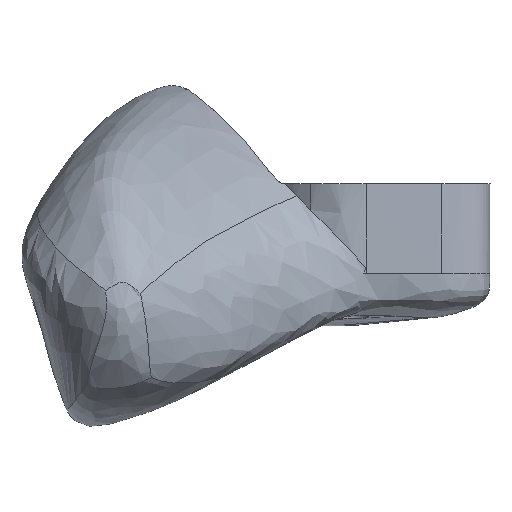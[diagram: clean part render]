
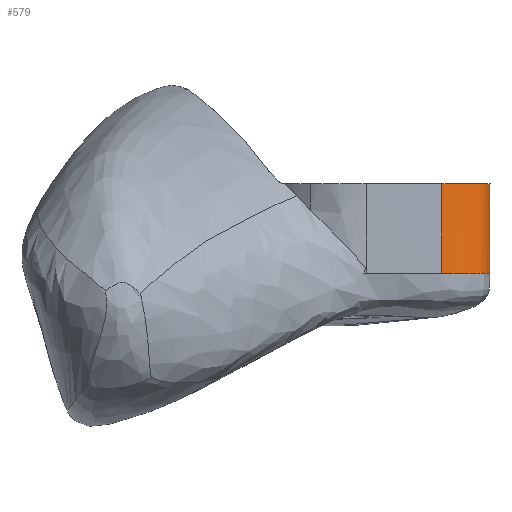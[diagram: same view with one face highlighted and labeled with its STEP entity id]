
A CAD part, top view. The second image highlights one B-rep face of the part: STEP entity #579.
In plain terms, the highlighted free-form (B-spline) face has degree [3, 1] with [16, 2] control points.
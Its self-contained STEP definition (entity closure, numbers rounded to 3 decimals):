
#23=B_SPLINE_SURFACE_WITH_KNOTS('',3,1,((#1165,#1166),(#1167,#1168),(#1169,
#1170),(#1171,#1172),(#1173,#1174),(#1175,#1176),(#1177,#1178),(#1179,#1180),
(#1181,#1182),(#1183,#1184),(#1185,#1186),(#1187,#1188),(#1189,#1190),(#1191,
#1192),(#1193,#1194),(#1195,#1196)),.UNSPECIFIED.,.F.,.F.,.F.,(4,2,2,2,
2,2,2,4),(2,2),(-2.928,-2.395,-2.184,-2.039,
-1.9,-1.732,-1.482,-1.312),
(0.,1.32),.UNSPECIFIED.);
#60=FACE_OUTER_BOUND('',#99,.T.);
#99=EDGE_LOOP('',(#427,#428,#429,#430));
#140=B_SPLINE_CURVE_WITH_KNOTS('',3,(#1199,#1200,#1201,#1202,#1203,#1204,
#1205,#1206,#1207,#1208,#1209,#1210,#1211,#1212,#1213,#1214,#1215,#1216,
#1217,#1218,#1219,#1220),.UNSPECIFIED.,.F.,.F.,(4,3,3,3,3,3,3,4),(0.,0.171,
0.421,0.59,0.729,0.875,
1.086,1.621),.UNSPECIFIED.);
#141=B_SPLINE_CURVE_WITH_KNOTS('',3,(#1224,#1225,#1226,#1227,#1228,#1229,
#1230,#1231,#1232,#1233,#1234,#1235,#1236,#1237,#1238,#1239),
 .UNSPECIFIED.,.F.,.F.,(4,2,2,2,2,2,2,4),(-2.928,-2.395,
-2.184,-2.039,-1.9,-1.732,
-1.482,-1.312),.UNSPECIFIED.);
#187=LINE('',#1222,#204);
#188=LINE('',#1240,#205);
#204=VECTOR('',#704,10.);
#205=VECTOR('',#705,10.);
#254=VERTEX_POINT('',#1197);
#255=VERTEX_POINT('',#1198);
#256=VERTEX_POINT('',#1221);
#257=VERTEX_POINT('',#1223);
#320=EDGE_CURVE('',#254,#255,#140,.T.);
#321=EDGE_CURVE('',#256,#254,#187,.T.);
#322=EDGE_CURVE('',#257,#256,#141,.T.);
#323=EDGE_CURVE('',#257,#255,#188,.T.);
#427=ORIENTED_EDGE('',*,*,#320,.F.);
#428=ORIENTED_EDGE('',*,*,#321,.F.);
#429=ORIENTED_EDGE('',*,*,#322,.F.);
#430=ORIENTED_EDGE('',*,*,#323,.T.);
#579=ADVANCED_FACE('',(#60),#23,.F.);
#704=DIRECTION('',(0.,0.,1.));
#705=DIRECTION('',(0.,0.,1.));
#1165=CARTESIAN_POINT('Ctrl Pts',(243.76,172.945,-28.551));
#1166=CARTESIAN_POINT('Ctrl Pts',(243.76,172.945,-15.351));
#1167=CARTESIAN_POINT('Ctrl Pts',(244.761,171.357,-28.551));
#1168=CARTESIAN_POINT('Ctrl Pts',(244.761,171.357,-15.351));
#1169=CARTESIAN_POINT('Ctrl Pts',(245.843,169.448,-28.551));
#1170=CARTESIAN_POINT('Ctrl Pts',(245.843,169.448,-15.351));
#1171=CARTESIAN_POINT('Ctrl Pts',(246.707,167.026,-28.551));
#1172=CARTESIAN_POINT('Ctrl Pts',(246.707,167.026,-15.351));
#1173=CARTESIAN_POINT('Ctrl Pts',(246.919,166.256,-28.551));
#1174=CARTESIAN_POINT('Ctrl Pts',(246.919,166.256,-15.351));
#1175=CARTESIAN_POINT('Ctrl Pts',(247.02,164.995,-28.551));
#1176=CARTESIAN_POINT('Ctrl Pts',(247.02,164.995,-15.351));
#1177=CARTESIAN_POINT('Ctrl Pts',(246.992,164.478,-28.551));
#1178=CARTESIAN_POINT('Ctrl Pts',(246.992,164.478,-15.351));
#1179=CARTESIAN_POINT('Ctrl Pts',(246.737,163.501,-28.551));
#1180=CARTESIAN_POINT('Ctrl Pts',(246.737,163.501,-15.351));
#1181=CARTESIAN_POINT('Ctrl Pts',(246.524,163.065,-28.551));
#1182=CARTESIAN_POINT('Ctrl Pts',(246.524,163.065,-15.351));
#1183=CARTESIAN_POINT('Ctrl Pts',(245.861,162.196,-28.551));
#1184=CARTESIAN_POINT('Ctrl Pts',(245.861,162.196,-15.351));
#1185=CARTESIAN_POINT('Ctrl Pts',(245.395,161.816,-28.551));
#1186=CARTESIAN_POINT('Ctrl Pts',(245.395,161.816,-15.351));
#1187=CARTESIAN_POINT('Ctrl Pts',(244.121,161.05,-28.551));
#1188=CARTESIAN_POINT('Ctrl Pts',(244.121,161.05,-15.351));
#1189=CARTESIAN_POINT('Ctrl Pts',(243.232,160.738,-28.551));
#1190=CARTESIAN_POINT('Ctrl Pts',(243.232,160.738,-15.351));
#1191=CARTESIAN_POINT('Ctrl Pts',(241.791,160.366,-28.551));
#1192=CARTESIAN_POINT('Ctrl Pts',(241.791,160.366,-15.351));
#1193=CARTESIAN_POINT('Ctrl Pts',(241.174,160.245,-28.551));
#1194=CARTESIAN_POINT('Ctrl Pts',(241.174,160.245,-15.351));
#1195=CARTESIAN_POINT('Ctrl Pts',(240.544,160.147,-28.551));
#1196=CARTESIAN_POINT('Ctrl Pts',(240.544,160.147,-15.351));
#1197=CARTESIAN_POINT('',(240.545,160.147,-16.551));
#1198=CARTESIAN_POINT('',(243.76,172.945,-16.551));
#1199=CARTESIAN_POINT('Ctrl Pts',(240.544,160.147,-16.551));
#1200=CARTESIAN_POINT('Ctrl Pts',(241.174,160.245,-16.551));
#1201=CARTESIAN_POINT('Ctrl Pts',(241.791,160.366,-16.551));
#1202=CARTESIAN_POINT('Ctrl Pts',(242.375,160.517,-16.551));
#1203=CARTESIAN_POINT('Ctrl Pts',(243.232,160.738,-16.551));
#1204=CARTESIAN_POINT('Ctrl Pts',(244.121,161.05,-16.551));
#1205=CARTESIAN_POINT('Ctrl Pts',(244.883,161.508,-16.551));
#1206=CARTESIAN_POINT('Ctrl Pts',(245.395,161.816,-16.551));
#1207=CARTESIAN_POINT('Ctrl Pts',(245.861,162.196,-16.551));
#1208=CARTESIAN_POINT('Ctrl Pts',(246.224,162.671,-16.551));
#1209=CARTESIAN_POINT('Ctrl Pts',(246.524,163.065,-16.551));
#1210=CARTESIAN_POINT('Ctrl Pts',(246.737,163.501,-16.551));
#1211=CARTESIAN_POINT('Ctrl Pts',(246.862,163.979,-16.551));
#1212=CARTESIAN_POINT('Ctrl Pts',(246.992,164.478,-16.551));
#1213=CARTESIAN_POINT('Ctrl Pts',(247.02,164.995,-16.551));
#1214=CARTESIAN_POINT('Ctrl Pts',(246.979,165.509,-16.551));
#1215=CARTESIAN_POINT('Ctrl Pts',(246.919,166.256,-16.551));
#1216=CARTESIAN_POINT('Ctrl Pts',(246.707,167.026,-16.551));
#1217=CARTESIAN_POINT('Ctrl Pts',(246.462,167.712,-16.551));
#1218=CARTESIAN_POINT('Ctrl Pts',(245.843,169.448,-16.551));
#1219=CARTESIAN_POINT('Ctrl Pts',(244.761,171.357,-16.551));
#1220=CARTESIAN_POINT('Ctrl Pts',(243.76,172.945,-16.551));
#1221=CARTESIAN_POINT('',(240.544,160.147,-28.551));
#1222=CARTESIAN_POINT('',(240.545,160.146,-28.551));
#1223=CARTESIAN_POINT('',(243.76,172.945,-28.551));
#1224=CARTESIAN_POINT('Ctrl Pts',(243.76,172.945,-28.551));
#1225=CARTESIAN_POINT('Ctrl Pts',(244.761,171.357,-28.551));
#1226=CARTESIAN_POINT('Ctrl Pts',(245.843,169.448,-28.551));
#1227=CARTESIAN_POINT('Ctrl Pts',(246.707,167.026,-28.551));
#1228=CARTESIAN_POINT('Ctrl Pts',(246.919,166.256,-28.551));
#1229=CARTESIAN_POINT('Ctrl Pts',(247.02,164.995,-28.551));
#1230=CARTESIAN_POINT('Ctrl Pts',(246.992,164.478,-28.551));
#1231=CARTESIAN_POINT('Ctrl Pts',(246.737,163.501,-28.551));
#1232=CARTESIAN_POINT('Ctrl Pts',(246.524,163.065,-28.551));
#1233=CARTESIAN_POINT('Ctrl Pts',(245.861,162.196,-28.551));
#1234=CARTESIAN_POINT('Ctrl Pts',(245.395,161.816,-28.551));
#1235=CARTESIAN_POINT('Ctrl Pts',(244.121,161.05,-28.551));
#1236=CARTESIAN_POINT('Ctrl Pts',(243.232,160.738,-28.551));
#1237=CARTESIAN_POINT('Ctrl Pts',(241.791,160.366,-28.551));
#1238=CARTESIAN_POINT('Ctrl Pts',(241.174,160.245,-28.551));
#1239=CARTESIAN_POINT('Ctrl Pts',(240.544,160.147,-28.551));
#1240=CARTESIAN_POINT('',(243.76,172.945,-28.551));
